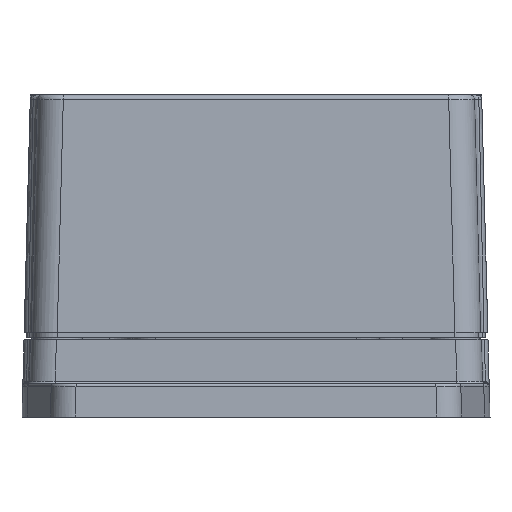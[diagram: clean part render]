
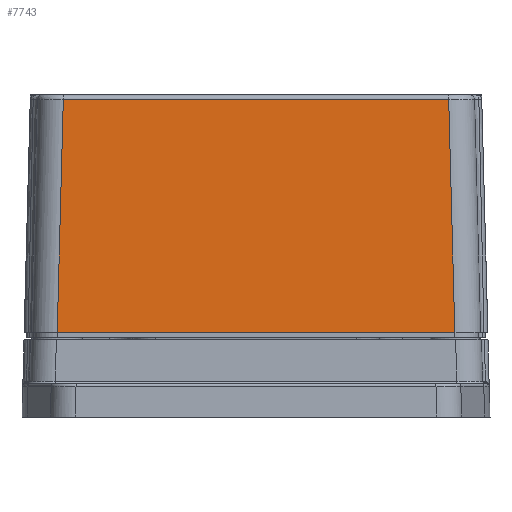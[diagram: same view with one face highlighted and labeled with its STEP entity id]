
A CAD part, front view. The second image highlights one B-rep face of the part: STEP entity #7743.
In plain terms, the highlighted planar face has unit normal (0, -1, 0.026).
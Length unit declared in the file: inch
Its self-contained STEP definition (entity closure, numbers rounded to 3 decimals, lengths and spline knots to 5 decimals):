
#975 = CARTESIAN_POINT ( 'NONE',  ( -0.01079, -4.3498, 0.05906 ) ) ;
#1060 = DIRECTION ( 'NONE',  ( 0.026, 0.026, 0.999 ) ) ;
#2380 = EDGE_CURVE ( 'NONE', #28127, #18268, #45725, .T. ) ;
#2931 = DIRECTION ( 'NONE',  ( -1., 0., 0. ) ) ;
#3563 = EDGE_CURVE ( 'NONE', #21923, #7786, #15537, .T. ) ;
#5329 = CARTESIAN_POINT ( 'NONE',  ( -0.01079, -4.3498, 0.05906 ) ) ;
#6525 = VECTOR ( 'NONE', #2931, 39.37008 ) ;
#6949 = CARTESIAN_POINT ( 'NONE',  ( -3.00078, -4.30338, 1.83174 ) ) ;
#7743 = ADVANCED_FACE ( 'NONE', ( #28344 ), #42554, .T. ) ;
#7786 = VERTEX_POINT ( 'NONE', #6949 ) ;
#8782 = DIRECTION ( 'NONE',  ( -1., 0., 0. ) ) ;
#11442 = DIRECTION ( 'NONE',  ( -0.026, 0.026, 0.999 ) ) ;
#11777 = LINE ( 'NONE', #29427, #24356 ) ;
#13694 = EDGE_LOOP ( 'NONE', ( #20332, #27416, #24578, #42053 ) ) ;
#14948 = LINE ( 'NONE', #975, #43678 ) ;
#15303 = EDGE_CURVE ( 'NONE', #28127, #21923, #14948, .T. ) ;
#15537 = LINE ( 'NONE', #40642, #25948 ) ;
#17374 = EDGE_CURVE ( 'NONE', #18268, #7786, #11777, .T. ) ;
#18268 = VERTEX_POINT ( 'NONE', #32611 ) ;
#20332 = ORIENTED_EDGE ( 'NONE', *, *, #2380, .F. ) ;
#21923 = VERTEX_POINT ( 'NONE', #34418 ) ;
#23864 = CARTESIAN_POINT ( 'NONE',  ( -1.529, -4.3498, 0.05906 ) ) ;
#24356 = VECTOR ( 'NONE', #1060, 39.37008 ) ;
#24578 = ORIENTED_EDGE ( 'NONE', *, *, #3563, .T. ) ;
#25068 = DIRECTION ( 'NONE',  ( 0., 0.026, 1. ) ) ;
#25948 = VECTOR ( 'NONE', #8782, 39.37008 ) ;
#27416 = ORIENTED_EDGE ( 'NONE', *, *, #15303, .T. ) ;
#27490 = CARTESIAN_POINT ( 'NONE',  ( 0.24266, -4.35084, 0.01969 ) ) ;
#28127 = VERTEX_POINT ( 'NONE', #5329 ) ;
#28344 = FACE_OUTER_BOUND ( 'NONE', #13694, .T. ) ;
#29427 = CARTESIAN_POINT ( 'NONE',  ( -3.04706, -4.34966, 0.06452 ) ) ;
#32611 = CARTESIAN_POINT ( 'NONE',  ( -3.0472, -4.3498, 0.05906 ) ) ;
#34418 = CARTESIAN_POINT ( 'NONE',  ( -0.05721, -4.30338, 1.83174 ) ) ;
#35567 = DIRECTION ( 'NONE',  ( 0., -1., 0.026 ) ) ;
#36058 = AXIS2_PLACEMENT_3D ( 'NONE', #27490, #35567, #25068 ) ;
#40642 = CARTESIAN_POINT ( 'NONE',  ( 0.24266, -4.30338, 1.83174 ) ) ;
#42053 = ORIENTED_EDGE ( 'NONE', *, *, #17374, .F. ) ;
#42554 = PLANE ( 'NONE',  #36058 ) ;
#43678 = VECTOR ( 'NONE', #11442, 39.37008 ) ;
#45725 = LINE ( 'NONE', #23864, #6525 ) ;
